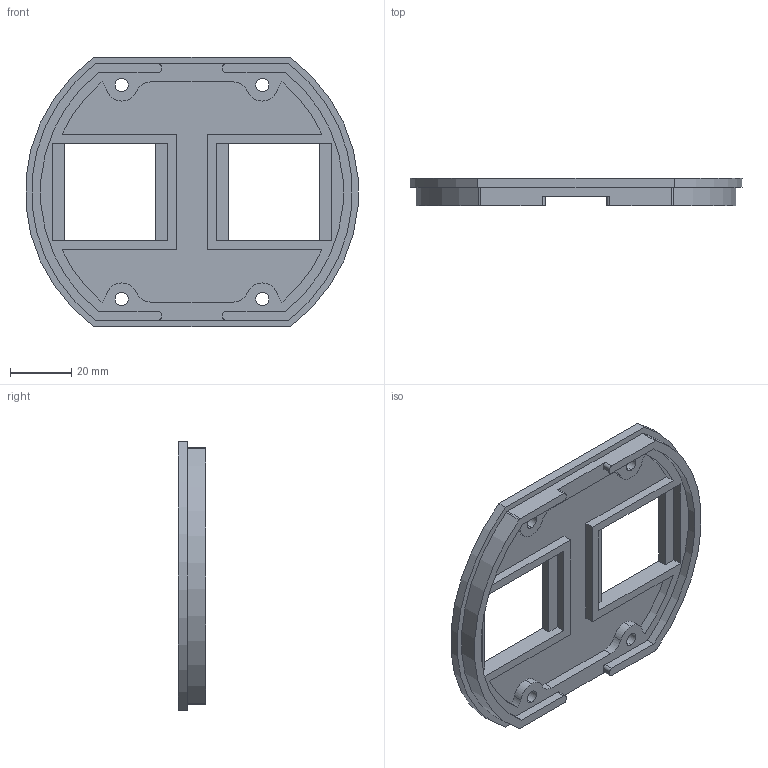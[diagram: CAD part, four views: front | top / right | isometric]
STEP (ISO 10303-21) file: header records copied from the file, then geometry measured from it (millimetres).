
FILE_DESCRIPTION (( 'STEP AP203' ), '1' );
FILE_NAME ('標蛈奻蟀諉啣.STEP', '2022-04-02T07:25:24', ( '' ), ( '' ), 'SwSTEP 2.0', 'SolidWorks 2020', '' );
FILE_SCHEMA (( 'CONFIG_CONTROL_DESIGN' ));
Length unit declared in the file: millimetre
Products named in the file (1): 標蛈奻蟀諉啣
Bounding box: 108.6 x 9 x 88 mm (x, y, z)
Volume: 29481.6 mm3; surface area: 19750.4 mm2
Topology: 1 solids, 1 shells, 98 faces, 270 edges, 180 vertices
Faces by surface type: plane 46, cylinder 44, cone 8
Entity records: 3259 total; most frequent: DIRECTION 572, CARTESIAN_POINT 549, ORIENTED_EDGE 540, EDGE_CURVE 270, AXIS2_PLACEMENT_3D 203, VERTEX_POINT 180, LINE 166, VECTOR 166
